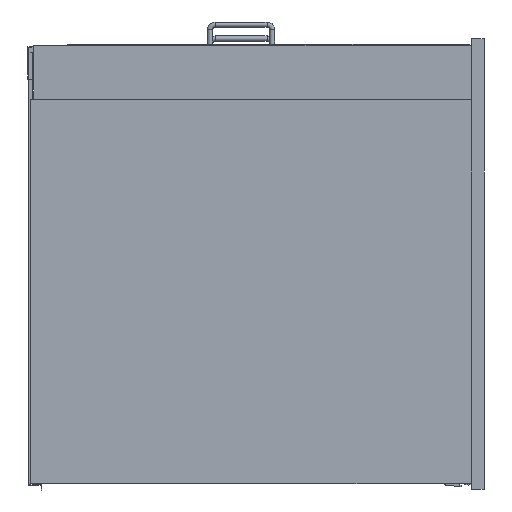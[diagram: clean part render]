
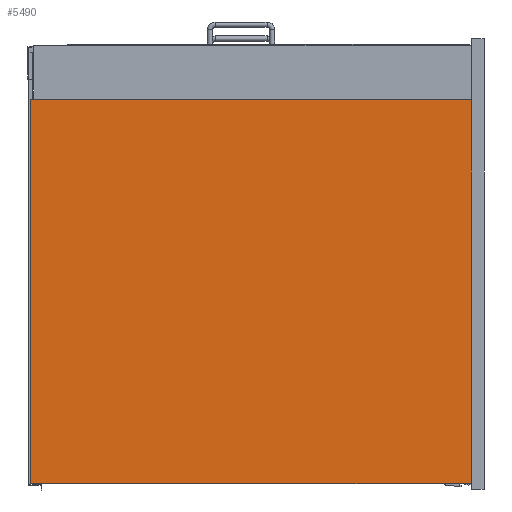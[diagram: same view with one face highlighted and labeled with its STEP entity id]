
A CAD part, left-side view. The second image highlights one B-rep face of the part: STEP entity #5490.
In plain terms, the highlighted planar face has unit normal (-1, 0, 0).
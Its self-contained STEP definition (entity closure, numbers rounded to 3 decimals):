
#429=FACE_OUTER_BOUND('',#752,.T.);
#752=EDGE_LOOP('',(#4210,#4211,#4212,#4213));
#1218=LINE('',#8452,#1860);
#1222=LINE('',#8460,#1864);
#1225=LINE('',#8466,#1867);
#1228=LINE('',#8471,#1870);
#1860=VECTOR('',#6856,10.);
#1864=VECTOR('',#6862,10.);
#1867=VECTOR('',#6867,10.);
#1870=VECTOR('',#6872,10.);
#2442=VERTEX_POINT('',#8450);
#2443=VERTEX_POINT('',#8451);
#2446=VERTEX_POINT('',#8459);
#2448=VERTEX_POINT('',#8465);
#3078=EDGE_CURVE('',#2442,#2443,#1218,.T.);
#3082=EDGE_CURVE('',#2443,#2446,#1222,.T.);
#3085=EDGE_CURVE('',#2446,#2448,#1225,.T.);
#3088=EDGE_CURVE('',#2448,#2442,#1228,.T.);
#4210=ORIENTED_EDGE('',*,*,#3088,.T.);
#4211=ORIENTED_EDGE('',*,*,#3078,.T.);
#4212=ORIENTED_EDGE('',*,*,#3082,.T.);
#4213=ORIENTED_EDGE('',*,*,#3085,.T.);
#5202=PLANE('',#5917);
#5490=ADVANCED_FACE('',(#429),#5202,.T.);
#5917=AXIS2_PLACEMENT_3D('',#8473,#6874,#6875);
#6856=DIRECTION('',(0.,0.,1.));
#6862=DIRECTION('',(0.,1.,0.));
#6867=DIRECTION('',(0.,0.,-1.));
#6872=DIRECTION('',(0.,-1.,0.));
#6874=DIRECTION('center_axis',(-1.,0.,0.));
#6875=DIRECTION('ref_axis',(0.,0.,1.));
#8450=CARTESIAN_POINT('',(-718.,0.,-338.5));
#8451=CARTESIAN_POINT('',(-718.,0.,254.5));
#8452=CARTESIAN_POINT('',(-718.,0.,-347.5));
#8459=CARTESIAN_POINT('',(-718.,680.,254.5));
#8460=CARTESIAN_POINT('',(-718.,0.,254.5));
#8465=CARTESIAN_POINT('',(-718.,680.,-338.5));
#8466=CARTESIAN_POINT('',(-718.,680.,254.5));
#8471=CARTESIAN_POINT('',(-718.,680.,-338.5));
#8473=CARTESIAN_POINT('Origin',(-718.,340.,-42.));
